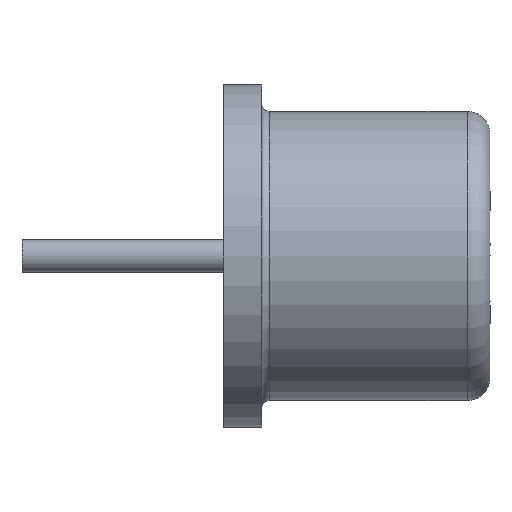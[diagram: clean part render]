
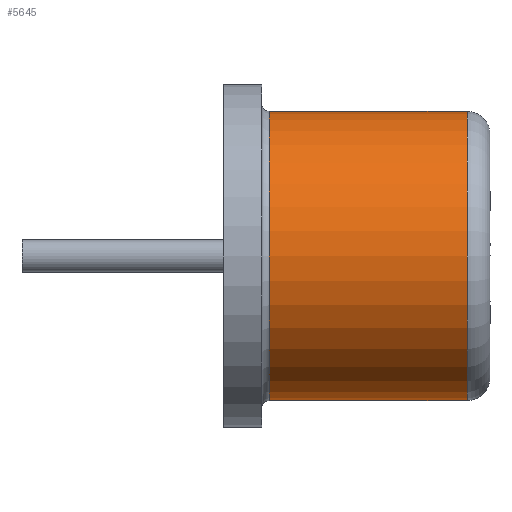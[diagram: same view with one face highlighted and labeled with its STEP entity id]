
A CAD part, left-side view. The second image highlights one B-rep face of the part: STEP entity #5645.
In plain terms, the highlighted cylindrical face has radius 1.9 mm (diameter 3.8 mm), a partial arc.
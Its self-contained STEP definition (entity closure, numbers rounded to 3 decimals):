
#582 = VECTOR ( 'NONE', #3441, 1000. ) ;
#656 = AXIS2_PLACEMENT_3D ( 'NONE', #4143, #4238, #7442 ) ;
#722 = CYLINDRICAL_SURFACE ( 'NONE', #4628, 1.9 ) ;
#875 = CARTESIAN_POINT ( 'NONE',  ( -3.25, -1.9, 0.65 ) ) ;
#911 = VERTEX_POINT ( 'NONE', #6035 ) ;
#1355 = CIRCLE ( 'NONE', #5319, 1.9 ) ;
#1589 = VECTOR ( 'NONE', #6876, 1000. ) ;
#1954 = VERTEX_POINT ( 'NONE', #7024 ) ;
#2060 = LINE ( 'NONE', #3405, #582 ) ;
#2111 = CARTESIAN_POINT ( 'NONE',  ( -3.25, 0., 3.55 ) ) ;
#2334 = CARTESIAN_POINT ( 'NONE',  ( -3.25, -1.9, 3.55 ) ) ;
#3038 = VERTEX_POINT ( 'NONE', #4288 ) ;
#3293 = FACE_OUTER_BOUND ( 'NONE', #7777, .T. ) ;
#3381 = ORIENTED_EDGE ( 'NONE', *, *, #6058, .T. ) ;
#3405 = CARTESIAN_POINT ( 'NONE',  ( -3.25, 1.9, 3.55 ) ) ;
#3441 = DIRECTION ( 'NONE',  ( 0., 0., -1. ) ) ;
#3491 = DIRECTION ( 'NONE',  ( 0., 0., -1. ) ) ;
#3625 = VERTEX_POINT ( 'NONE', #875 ) ;
#4127 = EDGE_CURVE ( 'NONE', #911, #3625, #4340, .T. ) ;
#4143 = CARTESIAN_POINT ( 'NONE',  ( -3.25, 0., 0.65 ) ) ;
#4238 = DIRECTION ( 'NONE',  ( 0., 0., 1. ) ) ;
#4288 = CARTESIAN_POINT ( 'NONE',  ( -3.25, -1.9, 3.25 ) ) ;
#4340 = CIRCLE ( 'NONE', #656, 1.9 ) ;
#4533 = EDGE_CURVE ( 'NONE', #3038, #3625, #5418, .T. ) ;
#4628 = AXIS2_PLACEMENT_3D ( 'NONE', #2111, #6579, #6700 ) ;
#4972 = ORIENTED_EDGE ( 'NONE', *, *, #4533, .F. ) ;
#5319 = AXIS2_PLACEMENT_3D ( 'NONE', #7459, #3491, #7555 ) ;
#5418 = LINE ( 'NONE', #2334, #1589 ) ;
#5420 = ORIENTED_EDGE ( 'NONE', *, *, #7009, .T. ) ;
#5645 = ADVANCED_FACE ( 'NONE', ( #3293 ), #722, .T. ) ;
#6035 = CARTESIAN_POINT ( 'NONE',  ( -3.25, 1.9, 0.65 ) ) ;
#6058 = EDGE_CURVE ( 'NONE', #3038, #1954, #1355, .T. ) ;
#6579 = DIRECTION ( 'NONE',  ( 0., 0., -1. ) ) ;
#6700 = DIRECTION ( 'NONE',  ( 0., 1., 0. ) ) ;
#6876 = DIRECTION ( 'NONE',  ( 0., 0., -1. ) ) ;
#7009 = EDGE_CURVE ( 'NONE', #1954, #911, #2060, .T. ) ;
#7024 = CARTESIAN_POINT ( 'NONE',  ( -3.25, 1.9, 3.25 ) ) ;
#7442 = DIRECTION ( 'NONE',  ( 0., -1., 0. ) ) ;
#7459 = CARTESIAN_POINT ( 'NONE',  ( -3.25, 0., 3.25 ) ) ;
#7555 = DIRECTION ( 'NONE',  ( 0., -1., 0. ) ) ;
#7777 = EDGE_LOOP ( 'NONE', ( #4972, #3381, #5420, #8100 ) ) ;
#8100 = ORIENTED_EDGE ( 'NONE', *, *, #4127, .T. ) ;
